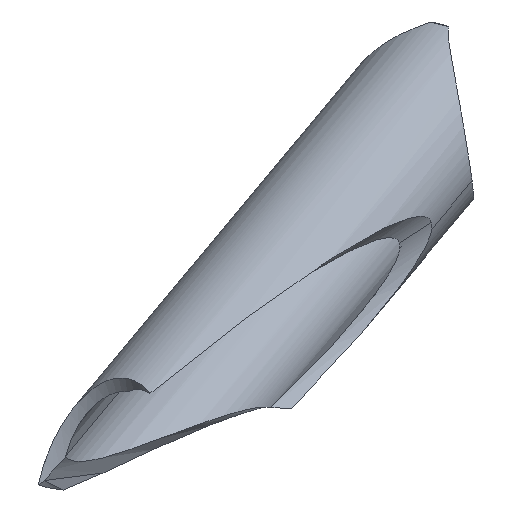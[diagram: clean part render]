
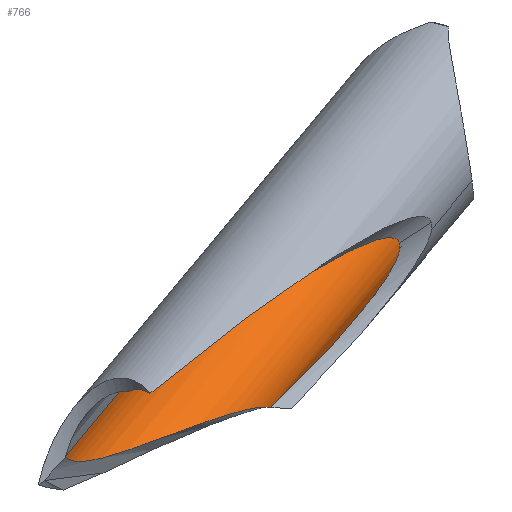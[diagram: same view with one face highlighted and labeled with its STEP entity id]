
A CAD part, isometric view. The second image highlights one B-rep face of the part: STEP entity #766.
In plain terms, the highlighted cylindrical face has radius 10.5 mm (diameter 21 mm), a partial arc.
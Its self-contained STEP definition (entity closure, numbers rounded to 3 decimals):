
#420=CARTESIAN_POINT('Vertex',(-1857.794,-295.641,115.105)) ;
#424=CARTESIAN_POINT('Control Point',(-1886.82,-298.402,102.998)) ;
#425=CARTESIAN_POINT('Control Point',(-1884.744,-298.263,103.467)) ;
#426=CARTESIAN_POINT('Control Point',(-1882.676,-298.111,103.96)) ;
#427=CARTESIAN_POINT('Control Point',(-1880.619,-297.949,104.479)) ;
#428=CARTESIAN_POINT('Control Point',(-1877.045,-297.652,105.436)) ;
#429=CARTESIAN_POINT('Control Point',(-1873.505,-297.335,106.504)) ;
#430=CARTESIAN_POINT('Control Point',(-1872.011,-297.197,106.979)) ;
#431=CARTESIAN_POINT('Control Point',(-1869.471,-296.957,107.839)) ;
#432=CARTESIAN_POINT('Control Point',(-1866.969,-296.709,108.8)) ;
#433=CARTESIAN_POINT('Control Point',(-1865.947,-296.605,109.216)) ;
#434=CARTESIAN_POINT('Control Point',(-1864.25,-296.43,109.955)) ;
#435=CARTESIAN_POINT('Control Point',(-1862.6,-296.252,110.791)) ;
#436=CARTESIAN_POINT('Control Point',(-1861.951,-296.181,111.142)) ;
#437=CARTESIAN_POINT('Control Point',(-1860.899,-296.063,111.761)) ;
#438=CARTESIAN_POINT('Control Point',(-1859.906,-295.945,112.468)) ;
#439=CARTESIAN_POINT('Control Point',(-1859.531,-295.899,112.76)) ;
#440=CARTESIAN_POINT('Control Point',(-1858.865,-295.815,113.338)) ;
#441=CARTESIAN_POINT('Control Point',(-1858.3,-295.735,114.013)) ;
#442=CARTESIAN_POINT('Control Point',(-1858.069,-295.7,114.345)) ;
#443=CARTESIAN_POINT('Control Point',(-1857.888,-295.667,114.714)) ;
#444=CARTESIAN_POINT('Control Point',(-1857.794,-295.641,115.105)) ;
#445=CARTESIAN_POINT('Vertex',(-1886.82,-298.402,102.998)) ;
#469=CARTESIAN_POINT('Control Point',(-1922.028,-291.723,108.544)) ;
#470=CARTESIAN_POINT('Control Point',(-1921.339,-291.542,107.728)) ;
#471=CARTESIAN_POINT('Control Point',(-1920.527,-291.423,107.003)) ;
#472=CARTESIAN_POINT('Control Point',(-1919.625,-291.338,106.393)) ;
#473=CARTESIAN_POINT('Control Point',(-1918.007,-291.222,105.493)) ;
#474=CARTESIAN_POINT('Control Point',(-1916.296,-291.145,104.787)) ;
#475=CARTESIAN_POINT('Control Point',(-1915.575,-291.118,104.52)) ;
#476=CARTESIAN_POINT('Control Point',(-1913.826,-291.065,103.934)) ;
#477=CARTESIAN_POINT('Control Point',(-1912.044,-291.037,103.457)) ;
#478=CARTESIAN_POINT('Control Point',(-1910.997,-291.029,103.207)) ;
#479=CARTESIAN_POINT('Control Point',(-1908.462,-291.034,102.66)) ;
#480=CARTESIAN_POINT('Control Point',(-1905.905,-291.1,102.231)) ;
#481=CARTESIAN_POINT('Control Point',(-1904.409,-291.163,102.012)) ;
#482=CARTESIAN_POINT('Control Point',(-1901.875,-291.318,101.692)) ;
#483=CARTESIAN_POINT('Control Point',(-1899.341,-291.578,101.457)) ;
#484=CARTESIAN_POINT('Control Point',(-1898.311,-291.704,101.376)) ;
#485=CARTESIAN_POINT('Control Point',(-1896.507,-291.965,101.259)) ;
#486=CARTESIAN_POINT('Control Point',(-1894.715,-292.318,101.196)) ;
#487=CARTESIAN_POINT('Control Point',(-1893.951,-292.488,101.18)) ;
#488=CARTESIAN_POINT('Control Point',(-1892.442,-292.873,101.174)) ;
#489=CARTESIAN_POINT('Control Point',(-1890.971,-293.377,101.23)) ;
#490=CARTESIAN_POINT('Control Point',(-1890.259,-293.662,101.277)) ;
#491=CARTESIAN_POINT('Control Point',(-1889.144,-294.192,101.389)) ;
#492=CARTESIAN_POINT('Control Point',(-1888.151,-294.896,101.593)) ;
#493=CARTESIAN_POINT('Control Point',(-1887.799,-295.19,101.686)) ;
#494=CARTESIAN_POINT('Control Point',(-1887.337,-295.676,101.852)) ;
#495=CARTESIAN_POINT('Control Point',(-1887.004,-296.236,102.064)) ;
#496=CARTESIAN_POINT('Control Point',(-1886.912,-296.425,102.137)) ;
#497=CARTESIAN_POINT('Control Point',(-1886.722,-296.928,102.339)) ;
#498=CARTESIAN_POINT('Control Point',(-1886.659,-297.456,102.565)) ;
#499=CARTESIAN_POINT('Control Point',(-1886.672,-297.78,102.709)) ;
#500=CARTESIAN_POINT('Control Point',(-1886.729,-298.096,102.854)) ;
#501=CARTESIAN_POINT('Control Point',(-1886.82,-298.402,102.998)) ;
#502=CARTESIAN_POINT('Vertex',(-1922.028,-291.723,108.544)) ;
#664=CARTESIAN_POINT('Vertex',(-1840.151,-268.932,117.662)) ;
#672=CARTESIAN_POINT('Vertex',(-1840.285,-290.768,117.029)) ;
#675=CARTESIAN_POINT('Line Origine',(-1875.758,-300.642,113.132)) ;
#693=CARTESIAN_POINT('Vertex',(-1921.958,-291.703,108.676)) ;
#696=CARTESIAN_POINT('Line Origine',(-1881.39,-280.411,113.132)) ;
#712=CARTESIAN_POINT('Axis2P3D Location',(-1878.574,-290.526,113.132)) ;
#718=CARTESIAN_POINT('Control Point',(-1840.285,-290.768,117.029)) ;
#719=CARTESIAN_POINT('Control Point',(-1840.181,-290.739,116.422)) ;
#720=CARTESIAN_POINT('Control Point',(-1840.039,-290.652,115.824)) ;
#721=CARTESIAN_POINT('Control Point',(-1839.863,-290.511,115.245)) ;
#722=CARTESIAN_POINT('Control Point',(-1839.247,-289.938,113.57)) ;
#723=CARTESIAN_POINT('Control Point',(-1838.424,-288.985,112.15)) ;
#724=CARTESIAN_POINT('Control Point',(-1837.828,-288.232,111.331)) ;
#725=CARTESIAN_POINT('Control Point',(-1836.887,-286.958,110.244)) ;
#726=CARTESIAN_POINT('Control Point',(-1835.955,-285.522,109.389)) ;
#727=CARTESIAN_POINT('Control Point',(-1835.637,-285.008,109.119)) ;
#728=CARTESIAN_POINT('Control Point',(-1835.053,-284.004,108.657)) ;
#729=CARTESIAN_POINT('Control Point',(-1834.52,-282.938,108.283)) ;
#730=CARTESIAN_POINT('Control Point',(-1834.284,-282.422,108.126)) ;
#731=CARTESIAN_POINT('Control Point',(-1833.905,-281.48,107.882)) ;
#732=CARTESIAN_POINT('Control Point',(-1833.623,-280.492,107.706)) ;
#733=CARTESIAN_POINT('Control Point',(-1833.523,-280.051,107.642)) ;
#734=CARTESIAN_POINT('Control Point',(-1833.397,-279.256,107.557)) ;
#735=CARTESIAN_POINT('Control Point',(-1833.38,-278.449,107.527)) ;
#736=CARTESIAN_POINT('Control Point',(-1833.395,-278.095,107.524)) ;
#737=CARTESIAN_POINT('Control Point',(-1833.49,-277.248,107.548)) ;
#738=CARTESIAN_POINT('Control Point',(-1833.716,-276.428,107.645)) ;
#739=CARTESIAN_POINT('Control Point',(-1833.89,-275.965,107.726)) ;
#740=CARTESIAN_POINT('Control Point',(-1834.484,-274.679,108.034)) ;
#741=CARTESIAN_POINT('Control Point',(-1835.268,-273.555,108.539)) ;
#742=CARTESIAN_POINT('Control Point',(-1835.81,-272.885,108.947)) ;
#743=CARTESIAN_POINT('Control Point',(-1836.71,-271.871,109.749)) ;
#744=CARTESIAN_POINT('Control Point',(-1837.564,-271.02,110.755)) ;
#745=CARTESIAN_POINT('Control Point',(-1837.889,-270.709,111.183)) ;
#746=CARTESIAN_POINT('Control Point',(-1838.795,-269.875,112.533)) ;
#747=CARTESIAN_POINT('Control Point',(-1839.51,-269.292,114.125)) ;
#748=CARTESIAN_POINT('Control Point',(-1839.867,-269.031,115.268)) ;
#749=CARTESIAN_POINT('Control Point',(-1840.081,-268.912,116.462)) ;
#750=CARTESIAN_POINT('Control Point',(-1840.151,-268.932,117.662)) ;
#753=CARTESIAN_POINT('Control Point',(-1922.028,-291.723,108.544)) ;
#754=CARTESIAN_POINT('Control Point',(-1922.005,-291.716,108.588)) ;
#755=CARTESIAN_POINT('Control Point',(-1921.981,-291.71,108.632)) ;
#756=CARTESIAN_POINT('Control Point',(-1921.958,-291.703,108.676)) ;
#676=DIRECTION('Vector Direction',(0.958,0.267,0.105)) ;
#697=DIRECTION('Vector Direction',(0.958,0.267,0.105)) ;
#713=DIRECTION('Axis2P3D Direction',(0.958,0.267,0.105)) ;
#714=DIRECTION('Axis2P3D XDirection',(0.268,-0.963,0.)) ;
#715=AXIS2_PLACEMENT_3D('Cylinder Axis2P3D',#712,#713,#714) ;
#759=ORIENTED_EDGE('',*,*,#751,.T.) ;
#760=ORIENTED_EDGE('',*,*,#700,.F.) ;
#761=ORIENTED_EDGE('',*,*,#757,.F.) ;
#762=ORIENTED_EDGE('',*,*,#504,.T.) ;
#763=ORIENTED_EDGE('',*,*,#447,.T.) ;
#764=ORIENTED_EDGE('',*,*,#679,.T.) ;
#677=VECTOR('Line Direction',#676,1.) ;
#698=VECTOR('Line Direction',#697,1.) ;
#766=ADVANCED_FACE('Corps principal',(#765),#716,.F.) ;
#423=B_SPLINE_CURVE_WITH_KNOTS('',5,(#424,#425,#426,#427,#428,#429,#430,#431,#432,#433,#434,#435,#436,#437,#438,#439,#440,#441,#442,#443,#444),.UNSPECIFIED.,.F.,.U.,(6,3,3,3,3,3,6),(60.703,75.781,86.944,94.813,100.083,103.472,106.32),.UNSPECIFIED.) ;
#468=B_SPLINE_CURVE_WITH_KNOTS('',5,(#469,#470,#471,#472,#473,#474,#475,#476,#477,#478,#479,#480,#481,#482,#483,#484,#485,#486,#487,#488,#489,#490,#491,#492,#493,#494,#495,#496,#497,#498,#499,#500,#501),.UNSPECIFIED.,.F.,.U.,(6,3,3,3,3,3,3,3,3,3,6),(0.212,7.869,13.298,20.912,31.631,38.997,44.545,49.992,53.252,54.821,57.299),.UNSPECIFIED.) ;
#717=B_SPLINE_CURVE_WITH_KNOTS('',5,(#718,#719,#720,#721,#722,#723,#724,#725,#726,#727,#728,#729,#730,#731,#732,#733,#734,#735,#736,#737,#738,#739,#740,#741,#742,#743,#744,#745,#746,#747,#748,#749,#750),.UNSPECIFIED.,.F.,.U.,(6,3,3,3,3,3,3,3,3,3,6),(0.,4.359,13.206,17.876,22.033,25.24,27.736,31.256,37.958,42.336,50.839),.UNSPECIFIED.) ;
#752=B_SPLINE_CURVE_WITH_KNOTS('',3,(#753,#754,#755,#756),.UNSPECIFIED.,.F.,.U.,(4,4),(1.425,1.639),.UNSPECIFIED.) ;
#716=CYLINDRICAL_SURFACE('generated cylinder',#715,10.5) ;
#447=EDGE_CURVE('',#446,#421,#423,.T.) ;
#504=EDGE_CURVE('',#503,#446,#468,.T.) ;
#679=EDGE_CURVE('',#421,#673,#678,.T.) ;
#700=EDGE_CURVE('',#694,#665,#699,.T.) ;
#751=EDGE_CURVE('',#673,#665,#717,.T.) ;
#757=EDGE_CURVE('',#503,#694,#752,.T.) ;
#758=EDGE_LOOP('',(#759,#760,#761,#762,#763,#764)) ;
#765=FACE_OUTER_BOUND('',#758,.T.) ;
#678=LINE('Line',#675,#677) ;
#699=LINE('Line',#696,#698) ;
#421=VERTEX_POINT('',#420) ;
#446=VERTEX_POINT('',#445) ;
#503=VERTEX_POINT('',#502) ;
#665=VERTEX_POINT('',#664) ;
#673=VERTEX_POINT('',#672) ;
#694=VERTEX_POINT('',#693) ;
